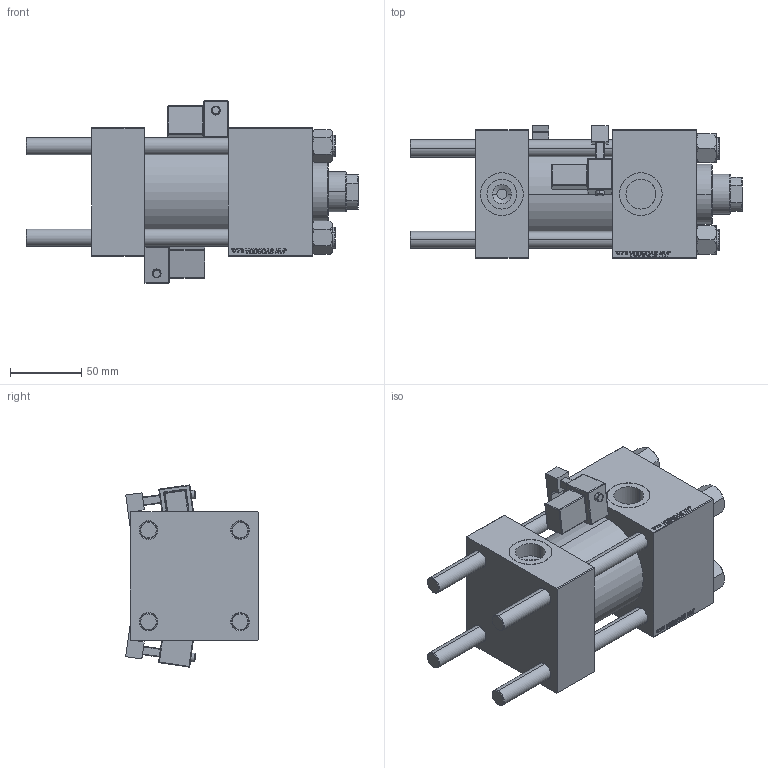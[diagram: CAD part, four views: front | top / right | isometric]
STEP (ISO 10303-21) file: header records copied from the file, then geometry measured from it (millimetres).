
FILE_DESCRIPTION (( 'STEP AP203' ), '1' );
FILE_NAME ('2715.STEP', '2024-04-03T07:53:45', ( '' ), ( '' ), 'SwSTEP 2.0', 'SolidWorks 2019', '' );
FILE_SCHEMA (( 'CONFIG_CONTROL_DESIGN' ));
Length unit declared in the file: millimetre
Products named in the file (7): 2715; NUT_M5 6c6aff0011dba33b4212a56720d8d5d6; CR025_012_A_0_G_A_G_M_020_+#_##_TYCINKA 6c6aff0011dba33b4212a56720d8d5d6; V215CR_BODY_A 6c6aff0011dba33b4212a56720d8d5d6; V215_VC_A 6c6aff0011dba33b4212a56720d8d5d6; V215CR_MSU 6c6aff0011dba33b4212a56720d8d5d6; V215CR_VCP 6c6aff0011dba33b4212a56720d8d5d6
Assembly tree (13 placements, depth 2):
  2715
    V215CR_BODY_A 6c6aff0011dba33b4212a56720d8d5d6
    CR025_012_A_0_G_A_G_M_020_+#_##_TYCINKA 6c6aff0011dba33b4212a56720d8d5d6  x4
    NUT_M5 6c6aff0011dba33b4212a56720d8d5d6  x4
    V215CR_VCP 6c6aff0011dba33b4212a56720d8d5d6
    V215_VC_A 6c6aff0011dba33b4212a56720d8d5d6
    V215CR_MSU 6c6aff0011dba33b4212a56720d8d5d6  x2
Bounding box: 233 x 93.19 x 127.75 mm (x, y, z)
Volume: 1022433.5 mm3; surface area: 207532.8 mm2
Topology: 13 solids, 13 shells, 1288 faces, 3209 edges, 2042 vertices
Faces by surface type: plane 578, bspline 392, cylinder 138, cone 136, sphere 24, torus 20
Entity records: 52007 total; most frequent: CARTESIAN_POINT 27304, ORIENTED_EDGE 5528, DIRECTION 3634, EDGE_CURVE 2764, VERTEX_POINT 1802, VECTOR 1682, LINE 1682, EDGE_LOOP 1224
